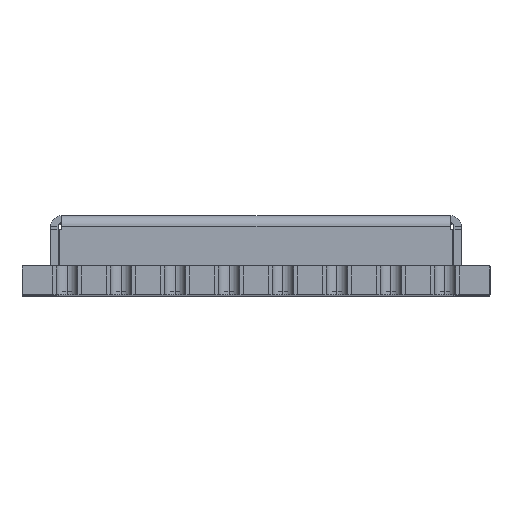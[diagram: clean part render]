
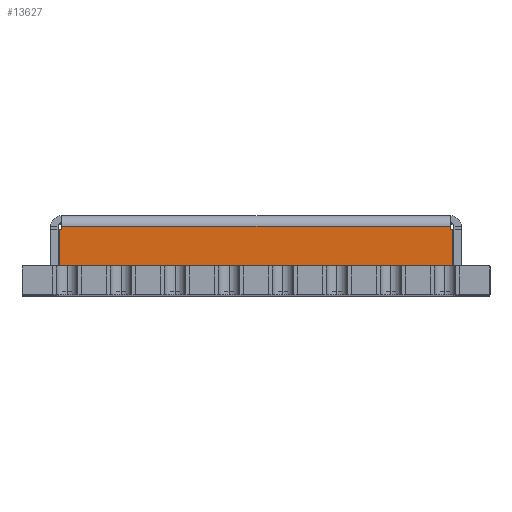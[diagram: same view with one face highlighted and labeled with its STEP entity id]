
A CAD part, top view. The second image highlights one B-rep face of the part: STEP entity #13627.
In plain terms, the highlighted planar face has unit normal (0, 0, 1).
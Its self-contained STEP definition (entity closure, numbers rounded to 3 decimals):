
#172 = ORIENTED_EDGE ( 'NONE', *, *, #12124, .T. ) ;
#243 = VERTEX_POINT ( 'NONE', #7955 ) ;
#318 = CARTESIAN_POINT ( 'NONE',  ( 5.4, 1.9, 12.65 ) ) ;
#736 = ORIENTED_EDGE ( 'NONE', *, *, #8065, .T. ) ;
#834 = VERTEX_POINT ( 'NONE', #318 ) ;
#846 = PLANE ( 'NONE',  #11781 ) ;
#942 = CARTESIAN_POINT ( 'NONE',  ( 5.465, 27.412, 12.65 ) ) ;
#1055 = DIRECTION ( 'NONE',  ( -1., 0., 0. ) ) ;
#1204 = CARTESIAN_POINT ( 'NONE',  ( -5.7, 1.81, 12.65 ) ) ;
#1706 = LINE ( 'NONE', #942, #13722 ) ;
#1878 = CARTESIAN_POINT ( 'NONE',  ( -5.465, 1.81, 12.65 ) ) ;
#2005 = EDGE_CURVE ( 'NONE', #4710, #3491, #15514, .T. ) ;
#2046 = LINE ( 'NONE', #4565, #18041 ) ;
#2101 = LINE ( 'NONE', #18185, #18604 ) ;
#3026 = CARTESIAN_POINT ( 'NONE',  ( -5.465, 0.8, 12.65 ) ) ;
#3491 = VERTEX_POINT ( 'NONE', #13143 ) ;
#3701 = VERTEX_POINT ( 'NONE', #4417 ) ;
#4075 = DIRECTION ( 'NONE',  ( 0., 1., 0. ) ) ;
#4417 = CARTESIAN_POINT ( 'NONE',  ( 5.465, 1.81, 12.65 ) ) ;
#4532 = ORIENTED_EDGE ( 'NONE', *, *, #2005, .F. ) ;
#4565 = CARTESIAN_POINT ( 'NONE',  ( -5.7, 0.8, 12.65 ) ) ;
#4706 = ORIENTED_EDGE ( 'NONE', *, *, #12272, .T. ) ;
#4710 = VERTEX_POINT ( 'NONE', #10235 ) ;
#4806 = ORIENTED_EDGE ( 'NONE', *, *, #6505, .T. ) ;
#4996 = DIRECTION ( 'NONE',  ( -1., 0., 0. ) ) ;
#5173 = CARTESIAN_POINT ( 'NONE',  ( 5.4, 1.81, 12.65 ) ) ;
#5296 = ORIENTED_EDGE ( 'NONE', *, *, #9687, .T. ) ;
#5534 = VERTEX_POINT ( 'NONE', #3026 ) ;
#5667 = VERTEX_POINT ( 'NONE', #5173 ) ;
#5713 = EDGE_CURVE ( 'NONE', #5667, #3701, #2101, .T. ) ;
#6057 = ORIENTED_EDGE ( 'NONE', *, *, #5713, .F. ) ;
#6505 = EDGE_CURVE ( 'NONE', #17150, #5534, #9131, .T. ) ;
#6938 = VECTOR ( 'NONE', #19825, 1000. ) ;
#7001 = DIRECTION ( 'NONE',  ( 1., 0., 0. ) ) ;
#7134 = DIRECTION ( 'NONE',  ( 0., 1., 0. ) ) ;
#7690 = DIRECTION ( 'NONE',  ( -1., 0., 0. ) ) ;
#7955 = CARTESIAN_POINT ( 'NONE',  ( 5.465, 0.8, 12.65 ) ) ;
#8065 = EDGE_CURVE ( 'NONE', #5534, #243, #2046, .T. ) ;
#8484 = LINE ( 'NONE', #13295, #6938 ) ;
#8918 = CARTESIAN_POINT ( 'NONE',  ( -5.4, 27.412, 12.65 ) ) ;
#9131 = LINE ( 'NONE', #12267, #20635 ) ;
#9687 = EDGE_CURVE ( 'NONE', #243, #3701, #1706, .T. ) ;
#10211 = LINE ( 'NONE', #14230, #15690 ) ;
#10235 = CARTESIAN_POINT ( 'NONE',  ( -5.4, 1.81, 12.65 ) ) ;
#11781 = AXIS2_PLACEMENT_3D ( 'NONE', #19058, #20738, #1055 ) ;
#12124 = EDGE_CURVE ( 'NONE', #834, #3491, #10211, .T. ) ;
#12267 = CARTESIAN_POINT ( 'NONE',  ( -5.465, 27.412, 12.65 ) ) ;
#12272 = EDGE_CURVE ( 'NONE', #5667, #834, #8484, .T. ) ;
#13143 = CARTESIAN_POINT ( 'NONE',  ( -5.4, 1.9, 12.65 ) ) ;
#13295 = CARTESIAN_POINT ( 'NONE',  ( 5.4, 27.412, 12.65 ) ) ;
#13627 = ADVANCED_FACE ( 'NONE', ( #16388 ), #846, .F. ) ;
#13722 = VECTOR ( 'NONE', #4075, 1000. ) ;
#14230 = CARTESIAN_POINT ( 'NONE',  ( -5.4, 1.9, 12.65 ) ) ;
#15115 = VECTOR ( 'NONE', #7690, 1000. ) ;
#15514 = LINE ( 'NONE', #8918, #16498 ) ;
#15690 = VECTOR ( 'NONE', #4996, 1000. ) ;
#16388 = FACE_OUTER_BOUND ( 'NONE', #18217, .T. ) ;
#16498 = VECTOR ( 'NONE', #7134, 1000. ) ;
#16800 = DIRECTION ( 'NONE',  ( 1., 0., 0. ) ) ;
#17150 = VERTEX_POINT ( 'NONE', #1878 ) ;
#18041 = VECTOR ( 'NONE', #16800, 1000. ) ;
#18185 = CARTESIAN_POINT ( 'NONE',  ( -5.7, 1.81, 12.65 ) ) ;
#18217 = EDGE_LOOP ( 'NONE', ( #4706, #172, #4532, #20669, #4806, #736, #5296, #6057 ) ) ;
#18604 = VECTOR ( 'NONE', #7001, 1000. ) ;
#18804 = EDGE_CURVE ( 'NONE', #4710, #17150, #19864, .T. ) ;
#18859 = DIRECTION ( 'NONE',  ( 0., -1., 0. ) ) ;
#19058 = CARTESIAN_POINT ( 'NONE',  ( -5.7, 27.412, 12.65 ) ) ;
#19825 = DIRECTION ( 'NONE',  ( 0., 1., 0. ) ) ;
#19864 = LINE ( 'NONE', #1204, #15115 ) ;
#20635 = VECTOR ( 'NONE', #18859, 1000. ) ;
#20669 = ORIENTED_EDGE ( 'NONE', *, *, #18804, .T. ) ;
#20738 = DIRECTION ( 'NONE',  ( 0., 0., -1. ) ) ;
